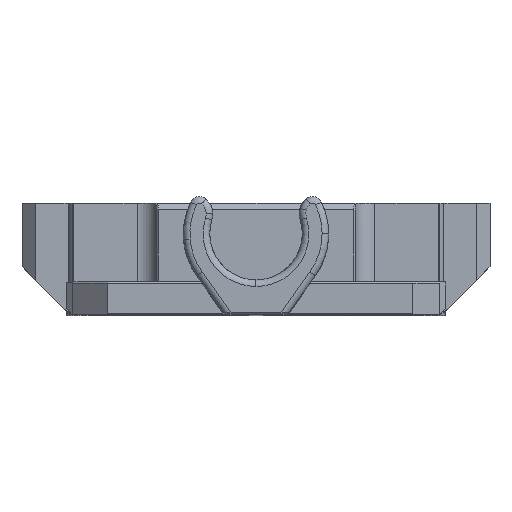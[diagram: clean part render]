
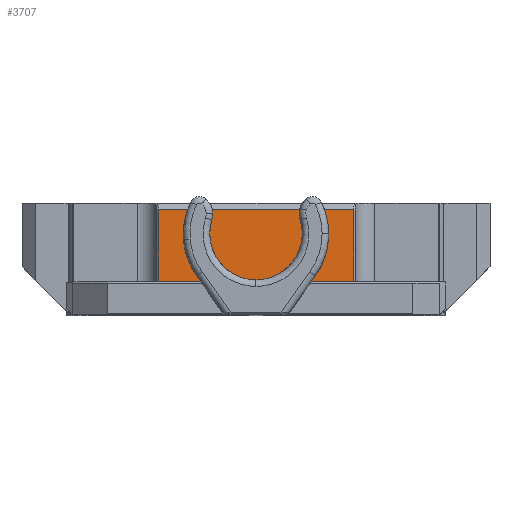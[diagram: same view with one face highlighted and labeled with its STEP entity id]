
A CAD part, top view. The second image highlights one B-rep face of the part: STEP entity #3707.
In plain terms, the highlighted planar face has unit normal (0, 0, 1).
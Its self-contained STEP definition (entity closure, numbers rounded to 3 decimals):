
#1516=CARTESIAN_POINT('',(14.808,-16.15,37.9));
#1517=VERTEX_POINT('',#1516);
#1524=CARTESIAN_POINT('',(-14.808,-16.15,37.9));
#1525=VERTEX_POINT('',#1524);
#1526=CARTESIAN_POINT('',(-14.808,-16.15,37.9));
#1527=DIRECTION('',(1.,0.,-0.));
#1528=VECTOR('',#1527,29.617);
#1529=LINE('',#1526,#1528);
#1530=EDGE_CURVE('',#1525,#1517,#1529,.T.);
#3677=CARTESIAN_POINT('',(0.,-13.15,37.9));
#3678=DIRECTION('',(0.,0.,-1.));
#3679=DIRECTION('',(-1.,0.,0.));
#3680=AXIS2_PLACEMENT_3D('',#3677,#3678,#3679);
#3681=PLANE('',#3680);
#3682=ORIENTED_EDGE('',*,*,#1530,.T.);
#3683=CARTESIAN_POINT('',(14.811,-1.497,37.897));
#3684=VERTEX_POINT('',#3683);
#3685=CARTESIAN_POINT('',(14.808,-16.15,37.9));
#3686=DIRECTION('',(0.,1.,0.));
#3687=VECTOR('',#3686,14.653);
#3688=LINE('',#3685,#3687);
#3689=EDGE_CURVE('',#1517,#3684,#3688,.T.);
#3690=ORIENTED_EDGE('',*,*,#3689,.T.);
#3691=CARTESIAN_POINT('',(-14.811,-1.497,37.897));
#3692=VERTEX_POINT('',#3691);
#3693=CARTESIAN_POINT('',(14.811,-1.5,37.9));
#3694=DIRECTION('',(-1.,0.,0.));
#3695=VECTOR('',#3694,29.619);
#3696=LINE('',#3693,#3695);
#3697=EDGE_CURVE('',#3684,#3692,#3696,.T.);
#3698=ORIENTED_EDGE('',*,*,#3697,.T.);
#3699=CARTESIAN_POINT('',(-14.808,-1.497,37.9));
#3700=DIRECTION('',(0.,-1.,0.));
#3701=VECTOR('',#3700,14.653);
#3702=LINE('',#3699,#3701);
#3703=EDGE_CURVE('',#3692,#1525,#3702,.T.);
#3704=ORIENTED_EDGE('',*,*,#3703,.T.);
#3705=EDGE_LOOP('',(#3682,#3690,#3698,#3704));
#3706=FACE_BOUND('',#3705,.T.);
#3707=ADVANCED_FACE('',(#3706),#3681,.F.);
